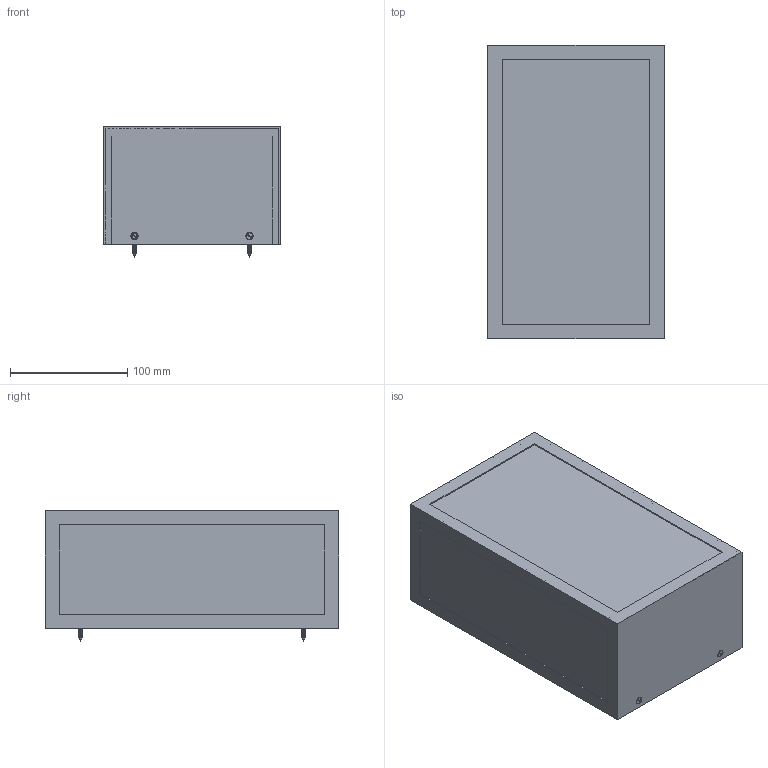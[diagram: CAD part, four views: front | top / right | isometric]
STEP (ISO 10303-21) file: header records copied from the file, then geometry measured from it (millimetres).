
FILE_DESCRIPTION (( 'STEP AP203' ), '1' );
FILE_NAME ('IS 28 W1._exported.step', '2025-02-09T08:32:02', ( '' ), ( '' ), 'SwSTEP 2.0', 'SolidWorks 2023', '' );
FILE_SCHEMA (( 'CONFIG_CONTROL_DESIGN' ));
Length unit declared in the file: millimetre
Products named in the file (1): IS 28 W1._exported
Bounding box: 150 x 250 x 111 mm (x, y, z)
Surface area: 237423.7 mm2 (no closed solid volume)
Topology: 0 solids, 19 shells, 253 faces, 919 edges, 662 vertices
Faces by surface type: cylinder 130, plane 94, cone 16, bspline 13
Entity records: 13869 total; most frequent: CARTESIAN_POINT 7004, ORIENTED_EDGE 1365, DIRECTION 1199, EDGE_CURVE 911, VERTEX_POINT 662, VECTOR 505, LINE 505, AXIS2_PLACEMENT_3D 347
